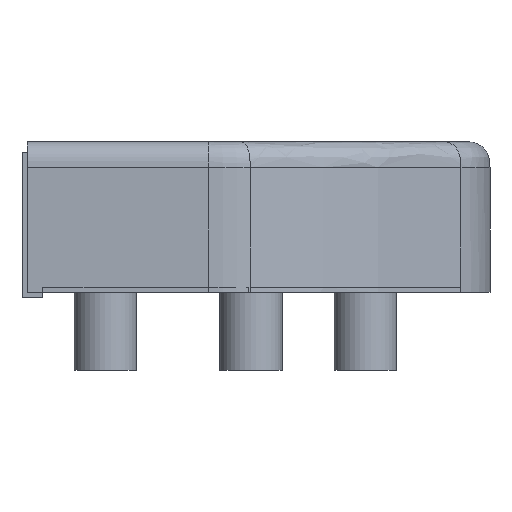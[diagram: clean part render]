
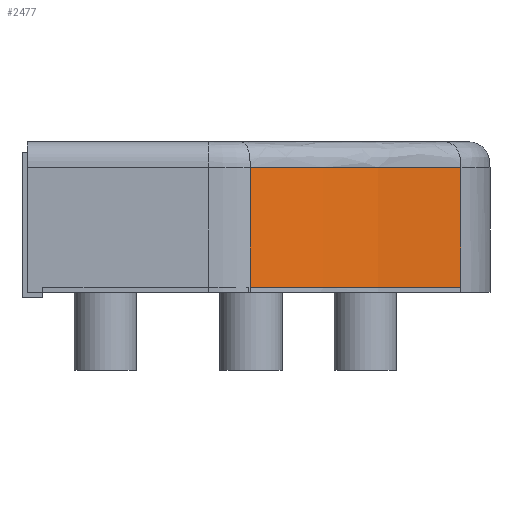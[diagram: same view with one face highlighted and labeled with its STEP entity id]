
A CAD part, front view. The second image highlights one B-rep face of the part: STEP entity #2477.
In plain terms, the highlighted free-form (B-spline) face has degree [3, 1] with [4, 2] control points.
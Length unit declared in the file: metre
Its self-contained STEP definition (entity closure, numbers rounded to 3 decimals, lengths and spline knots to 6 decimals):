
#52=B_SPLINE_SURFACE_WITH_KNOTS('',3,1,((#4862,#4863),(#4864,#4865),(#4866,
#4867),(#4868,#4869)),.SURF_OF_LINEAR_EXTRUSION.,.F.,.F.,.F.,(4,4),(2,2),
(0.105627,0.948045),(0.,1.),.PIECEWISE_BEZIER_KNOTS.);
#88=B_SPLINE_CURVE_WITH_KNOTS('',3,(#4604,#4605,#4606,#4607),
 .UNSPECIFIED.,.F.,.F.,(4,4),(0.,1.),.UNSPECIFIED.);
#100=B_SPLINE_CURVE_WITH_KNOTS('',3,(#4874,#4875,#4876,#4877),
 .UNSPECIFIED.,.F.,.F.,(4,4),(0.,1.),.PIECEWISE_BEZIER_KNOTS.);
#382=ORIENTED_EDGE('',*,*,#1074,.F.);
#383=ORIENTED_EDGE('',*,*,#1027,.T.);
#384=ORIENTED_EDGE('',*,*,#1075,.F.);
#385=ORIENTED_EDGE('',*,*,#1076,.F.);
#1027=EDGE_CURVE('',#1380,#1381,#88,.T.);
#1074=EDGE_CURVE('',#1380,#1414,#1606,.T.);
#1075=EDGE_CURVE('',#1415,#1381,#1607,.F.);
#1076=EDGE_CURVE('',#1414,#1415,#100,.T.);
#1380=VERTEX_POINT('',#4201);
#1381=VERTEX_POINT('',#4603);
#1414=VERTEX_POINT('',#4871);
#1415=VERTEX_POINT('',#4873);
#1606=LINE('',#4870,#1845);
#1607=LINE('',#4872,#1846);
#1845=VECTOR('',#3003,1.);
#1846=VECTOR('',#3004,1.);
#2027=EDGE_LOOP('',(#382,#383,#384,#385));
#2216=FACE_BOUND('',#2027,.T.);
#2477=ADVANCED_FACE('',(#2216),#52,.T.);
#3003=DIRECTION('',(0.,0.,-1.));
#3004=DIRECTION('',(0.,0.,-1.));
#4201=CARTESIAN_POINT('',(0.042203,-0.05493,0.0115));
#4603=CARTESIAN_POINT('',(0.021944,-0.069166,0.0115));
#4604=CARTESIAN_POINT('',(0.042203,-0.05493,0.0115));
#4605=CARTESIAN_POINT('',(0.035282,-0.062118,0.0115));
#4606=CARTESIAN_POINT('',(0.032016,-0.064771,0.0115));
#4607=CARTESIAN_POINT('',(0.021944,-0.069166,0.0115));
#4862=CARTESIAN_POINT('',(0.042203,-0.05493,0.0115));
#4863=CARTESIAN_POINT('',(0.042203,-0.05493,0.));
#4864=CARTESIAN_POINT('',(0.035282,-0.062118,0.0115));
#4865=CARTESIAN_POINT('',(0.035282,-0.062118,0.));
#4866=CARTESIAN_POINT('',(0.032016,-0.064771,0.0115));
#4867=CARTESIAN_POINT('',(0.032016,-0.064771,0.));
#4868=CARTESIAN_POINT('',(0.021944,-0.069166,0.0115));
#4869=CARTESIAN_POINT('',(0.021944,-0.069166,0.));
#4870=CARTESIAN_POINT('',(0.042203,-0.05493,0.014));
#4871=CARTESIAN_POINT('',(0.042203,-0.05493,0.));
#4872=CARTESIAN_POINT('',(0.021944,-0.069166,0.));
#4873=CARTESIAN_POINT('',(0.021944,-0.069166,0.));
#4874=CARTESIAN_POINT('',(0.045,-0.052,0.));
#4875=CARTESIAN_POINT('',(0.0355,-0.062,0.));
#4876=CARTESIAN_POINT('',(0.033,-0.0645,0.));
#4877=CARTESIAN_POINT('',(0.02,-0.07,0.));
